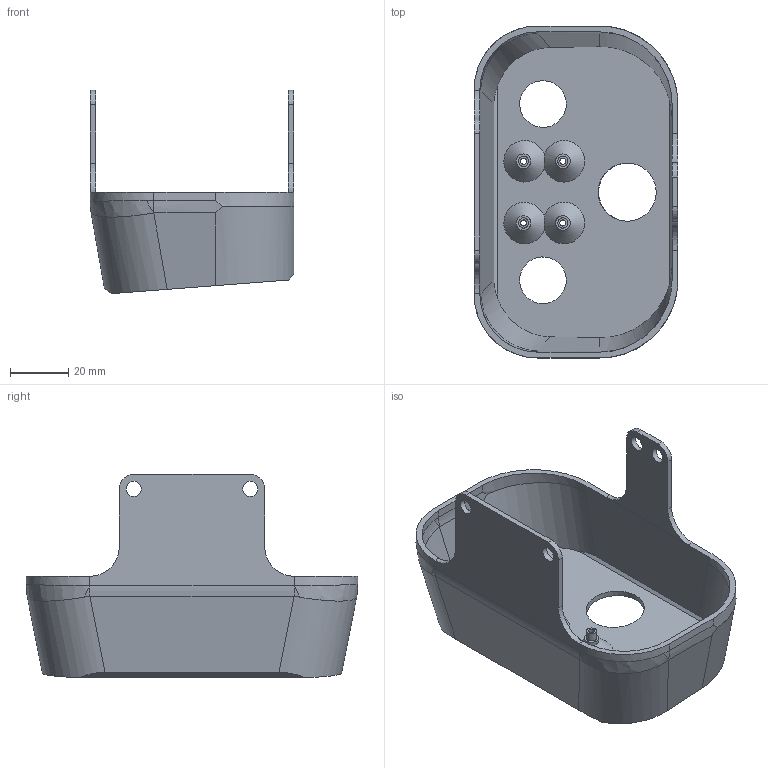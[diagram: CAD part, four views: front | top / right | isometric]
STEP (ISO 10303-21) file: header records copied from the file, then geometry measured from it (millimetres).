
FILE_DESCRIPTION(/* description */ (''),/* implementation_level */ '2;1');
FILE_NAME(/* name */ '5ef50e4c5ea0be0fb47f81da',/* time_stamp */ '2020-06-25T20:51:25+00:00',/* author */ (''),/* organization */ (''),/* preprocessor_version */ 'ST-DEVELOPER v16.7',/* originating_system */ $,/* authorisation */ $);
FILE_SCHEMA (('AUTOMOTIVE_DESIGN {1 0 10303 214 3 1 1}'));
Length unit declared in the file: metre
Products named in the file (1): Front_Cover
Bounding box: 70 x 114 x 69.82 mm (x, y, z)
Volume: 35921.1 mm3; surface area: 36787.3 mm2
Topology: 1 solids, 1 shells, 114 faces, 292 edges, 191 vertices
Faces by surface type: cylinder 53, plane 45, bspline 11, sphere 5
Full cylindrical faces by diameter (mm): 2.1 x4, 3.5 x4, 4 x4, 5 x4, 5.2 x4, 16 x2, 20 x1
Entity records: 4261 total; most frequent: CARTESIAN_POINT 1663, ORIENTED_EDGE 508, DIRECTION 494, EDGE_CURVE 254, AXIS2_PLACEMENT_3D 196, VERTEX_POINT 180, EDGE_LOOP 174, FACE_BOUND 174
